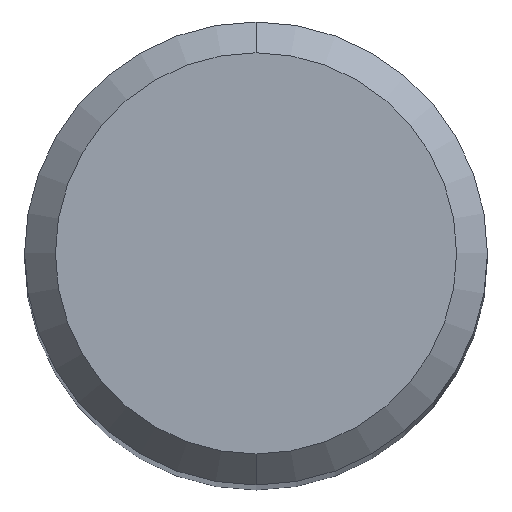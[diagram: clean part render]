
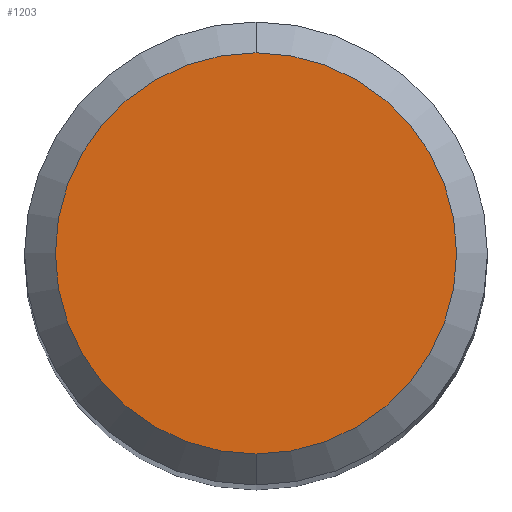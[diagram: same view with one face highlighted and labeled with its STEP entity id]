
A CAD part, top view. The second image highlights one B-rep face of the part: STEP entity #1203.
In plain terms, the highlighted planar face has unit normal (0, 0, 1).
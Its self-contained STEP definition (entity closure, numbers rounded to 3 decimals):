
#615=EDGE_CURVE('',#935,#1331,#1623,.T.);
#935=VERTEX_POINT('',#1971);
#1073=EDGE_CURVE('',#1331,#935,#2120,.T.);
#1203=ADVANCED_FACE('',(#2266),#2267,.T.);
#1331=VERTEX_POINT('',#2406);
#1623=CIRCLE('',#3012,2.6);
#1971=CARTESIAN_POINT('',(0.,-2.6,0.0));
#2120=CIRCLE('',#5803,2.6);
#2266=FACE_OUTER_BOUND('',#6651,.T.);
#2267=PLANE('',#6652);
#2406=CARTESIAN_POINT('',(0.0,2.6,0.0));
#3012=AXIS2_PLACEMENT_3D('',#8106,#8107,#8108);
#5803=AXIS2_PLACEMENT_3D('',#8621,#8622,#8623);
#6651=EDGE_LOOP('',(#8797,#8798));
#6652=AXIS2_PLACEMENT_3D('',#8799,#8800,#8801);
#8106=CARTESIAN_POINT('',(0.0,0.0,0.0));
#8107=DIRECTION('',(0.0,0.0,-1.0));
#8108=DIRECTION('',(0.0,1.0,0.0));
#8621=CARTESIAN_POINT('',(0.0,0.0,0.0));
#8622=DIRECTION('',(0.0,0.0,-1.0));
#8623=DIRECTION('',(0.0,1.0,0.0));
#8797=ORIENTED_EDGE('',*,*,#1073,.F.);
#8798=ORIENTED_EDGE('',*,*,#615,.F.);
#8799=CARTESIAN_POINT('',(0.0,1.3,0.0));
#8800=DIRECTION('',(-0.0,0.0,1.0));
#8801=DIRECTION('',(0.0,-1.0,0.0));
